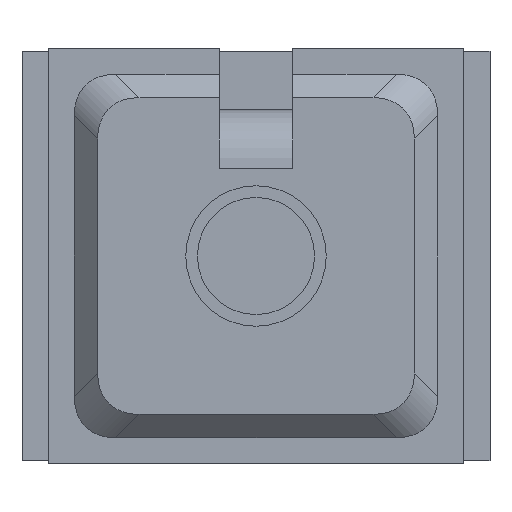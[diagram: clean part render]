
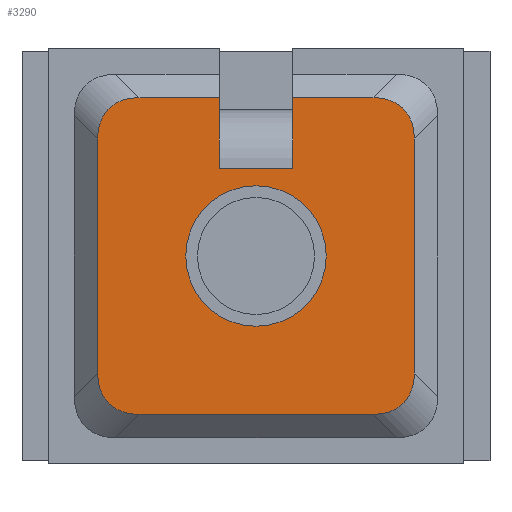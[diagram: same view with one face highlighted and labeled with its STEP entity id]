
A CAD part, front view. The second image highlights one B-rep face of the part: STEP entity #3290.
In plain terms, the highlighted planar face has unit normal (0, -1, 0).
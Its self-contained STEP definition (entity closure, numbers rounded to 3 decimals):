
#50 = DIRECTION ( 'NONE',  ( 0., 1., 0. ) ) ;
#74 = EDGE_CURVE ( 'NONE', #3131, #2702, #1736, .T. ) ;
#91 = CARTESIAN_POINT ( 'NONE',  ( 0., -1.8, 0. ) ) ;
#94 = CIRCLE ( 'NONE', #581, 2.4 ) ;
#110 = CARTESIAN_POINT ( 'NONE',  ( -4.897, -1.8, 5.414 ) ) ;
#169 = CARTESIAN_POINT ( 'NONE',  ( 1.25, -1.8, 5.414 ) ) ;
#174 = DIRECTION ( 'NONE',  ( 0., -1., 0. ) ) ;
#185 = DIRECTION ( 'NONE',  ( -1., 0., 0. ) ) ;
#253 = VERTEX_POINT ( 'NONE', #3625 ) ;
#267 = CARTESIAN_POINT ( 'NONE',  ( 5.414, -1.8, -4. ) ) ;
#270 = EDGE_CURVE ( 'NONE', #3124, #2547, #1471, .T. ) ;
#293 = CARTESIAN_POINT ( 'NONE',  ( -5.414, -1.8, -4. ) ) ;
#309 = CARTESIAN_POINT ( 'NONE',  ( 0., -1.8, 3. ) ) ;
#346 = VERTEX_POINT ( 'NONE', #2084 ) ;
#378 = DIRECTION ( 'NONE',  ( 0., 0., -1. ) ) ;
#379 = EDGE_CURVE ( 'NONE', #1096, #1540, #2007, .T. ) ;
#467 = EDGE_CURVE ( 'NONE', #2547, #3461, #2040, .T. ) ;
#481 = CARTESIAN_POINT ( 'NONE',  ( -5., -1.8, -5.414 ) ) ;
#505 = DIRECTION ( 'NONE',  ( 0., 0., -1. ) ) ;
#508 = ORIENTED_EDGE ( 'NONE', *, *, #3246, .T. ) ;
#581 = AXIS2_PLACEMENT_3D ( 'NONE', #91, #2078, #378 ) ;
#591 = VERTEX_POINT ( 'NONE', #688 ) ;
#608 = DIRECTION ( 'NONE',  ( 1., 0., 0. ) ) ;
#649 = ORIENTED_EDGE ( 'NONE', *, *, #3013, .T. ) ;
#652 = LINE ( 'NONE', #3510, #2843 ) ;
#653 = CARTESIAN_POINT ( 'NONE',  ( 4., -1.8, -5.414 ) ) ;
#679 = AXIS2_PLACEMENT_3D ( 'NONE', #1023, #174, #2162 ) ;
#688 = CARTESIAN_POINT ( 'NONE',  ( 0., -1.8, 2.4 ) ) ;
#718 = EDGE_CURVE ( 'NONE', #3095, #3131, #2080, .T. ) ;
#775 = DIRECTION ( 'NONE',  ( -1., 0., 0. ) ) ;
#782 = ORIENTED_EDGE ( 'NONE', *, *, #379, .T. ) ;
#811 = EDGE_CURVE ( 'NONE', #1093, #3124, #2785, .T. ) ;
#874 = CARTESIAN_POINT ( 'NONE',  ( 5.414, -1.8, 4.897 ) ) ;
#981 = FACE_OUTER_BOUND ( 'NONE', #2576, .T. ) ;
#1023 = CARTESIAN_POINT ( 'NONE',  ( 0., -1.8, 0. ) ) ;
#1034 = ORIENTED_EDGE ( 'NONE', *, *, #467, .T. ) ;
#1052 = ORIENTED_EDGE ( 'NONE', *, *, #718, .T. ) ;
#1093 = VERTEX_POINT ( 'NONE', #1227 ) ;
#1096 = VERTEX_POINT ( 'NONE', #3194 ) ;
#1139 = CARTESIAN_POINT ( 'NONE',  ( -4., -1.8, 5.414 ) ) ;
#1176 = EDGE_CURVE ( 'NONE', #2702, #1093, #652, .T. ) ;
#1190 = CARTESIAN_POINT ( 'NONE',  ( 4.897, -1.8, 5.414 ) ) ;
#1211 = VECTOR ( 'NONE', #2298, 1000. ) ;
#1227 = CARTESIAN_POINT ( 'NONE',  ( 5.414, -1.8, 4. ) ) ;
#1287 = CARTESIAN_POINT ( 'NONE',  ( -5.414, -1.8, -4.897 ) ) ;
#1293 = VECTOR ( 'NONE', #505, 1000. ) ;
#1307 = ORIENTED_EDGE ( 'NONE', *, *, #270, .T. ) ;
#1332 = VERTEX_POINT ( 'NONE', #3288 ) ;
#1471 = LINE ( 'NONE', #3330, #2879 ) ;
#1496 = ORIENTED_EDGE ( 'NONE', *, *, #2375, .T. ) ;
#1517 = ORIENTED_EDGE ( 'NONE', *, *, #2923, .T. ) ;
#1540 = VERTEX_POINT ( 'NONE', #2548 ) ;
#1580 = CARTESIAN_POINT ( 'NONE',  ( -4.897, -1.8, -5.414 ) ) ;
#1603 = PLANE ( 'NONE',  #679 ) ;
#1618 = VECTOR ( 'NONE', #2828, 1000. ) ;
#1672 = CARTESIAN_POINT ( 'NONE',  ( 5.414, -1.8, -4. ) ) ;
#1736 =( BOUNDED_CURVE ( )  B_SPLINE_CURVE ( 3, ( #2264, #2836, #1986, #267 ),
 .UNSPECIFIED., .F., .T. ) 
 B_SPLINE_CURVE_WITH_KNOTS ( ( 4, 4 ),
 ( 5.76, 6.807 ),
 .UNSPECIFIED. ) 
 CURVE ( )  GEOMETRIC_REPRESENTATION_ITEM ( )  RATIONAL_B_SPLINE_CURVE ( ( 1., 0.911, 0.911, 1. ) ) 
 REPRESENTATION_ITEM ( '' )  );
#1765 = CARTESIAN_POINT ( 'NONE',  ( 0., -1.8, 0. ) ) ;
#1784 = CARTESIAN_POINT ( 'NONE',  ( 4., -1.8, 5.414 ) ) ;
#1798 = EDGE_CURVE ( 'NONE', #253, #1332, #2988, .T. ) ;
#1834 = VECTOR ( 'NONE', #185, 1000. ) ;
#1963 = ORIENTED_EDGE ( 'NONE', *, *, #1798, .T. ) ;
#1986 = CARTESIAN_POINT ( 'NONE',  ( 5.414, -1.8, -4.897 ) ) ;
#2007 =( BOUNDED_CURVE ( )  B_SPLINE_CURVE ( 3, ( #1139, #110, #3376, #3512 ),
 .UNSPECIFIED., .F., .T. ) 
 B_SPLINE_CURVE_WITH_KNOTS ( ( 4, 4 ),
 ( 2.618, 3.665 ),
 .UNSPECIFIED. ) 
 CURVE ( )  GEOMETRIC_REPRESENTATION_ITEM ( )  RATIONAL_B_SPLINE_CURVE ( ( 1., 0.911, 0.911, 1. ) ) 
 REPRESENTATION_ITEM ( '' )  );
#2037 = DIRECTION ( 'NONE',  ( 0., 0., -1. ) ) ;
#2040 = LINE ( 'NONE', #2085, #1293 ) ;
#2078 = DIRECTION ( 'NONE',  ( 0., 1., 0. ) ) ;
#2080 = LINE ( 'NONE', #481, #2756 ) ;
#2084 = CARTESIAN_POINT ( 'NONE',  ( 0., -1.8, -2.4 ) ) ;
#2085 = CARTESIAN_POINT ( 'NONE',  ( 1.25, -1.8, 0. ) ) ;
#2093 = CARTESIAN_POINT ( 'NONE',  ( -1.25, -1.8, 0. ) ) ;
#2162 = DIRECTION ( 'NONE',  ( 0., 0., -1. ) ) ;
#2264 = CARTESIAN_POINT ( 'NONE',  ( 4., -1.8, -5.414 ) ) ;
#2298 = DIRECTION ( 'NONE',  ( -1., 0., 0. ) ) ;
#2323 = CIRCLE ( 'NONE', #3356, 2.4 ) ;
#2375 = EDGE_CURVE ( 'NONE', #346, #591, #94, .T. ) ;
#2382 = DIRECTION ( 'NONE',  ( 0., 0., 1. ) ) ;
#2383 = DIRECTION ( 'NONE',  ( 0., 0., 1. ) ) ;
#2397 = LINE ( 'NONE', #2445, #1834 ) ;
#2445 = CARTESIAN_POINT ( 'NONE',  ( -5., -1.8, 5.414 ) ) ;
#2535 = CARTESIAN_POINT ( 'NONE',  ( -5.414, -1.8, 5. ) ) ;
#2547 = VERTEX_POINT ( 'NONE', #169 ) ;
#2548 = CARTESIAN_POINT ( 'NONE',  ( -5.414, -1.8, 4. ) ) ;
#2576 = EDGE_LOOP ( 'NONE', ( #649, #1963, #3157, #782, #2609, #508, #1052, #3388, #3036, #2727, #1307, #1034 ) ) ;
#2609 = ORIENTED_EDGE ( 'NONE', *, *, #3495, .T. ) ;
#2623 = LINE ( 'NONE', #309, #1211 ) ;
#2702 = VERTEX_POINT ( 'NONE', #1672 ) ;
#2727 = ORIENTED_EDGE ( 'NONE', *, *, #811, .T. ) ;
#2756 = VECTOR ( 'NONE', #608, 1000. ) ;
#2785 =( BOUNDED_CURVE ( )  B_SPLINE_CURVE ( 3, ( #2875, #874, #1190, #3167 ),
 .UNSPECIFIED., .F., .T. ) 
 B_SPLINE_CURVE_WITH_KNOTS ( ( 4, 4 ),
 ( 5.76, 6.807 ),
 .UNSPECIFIED. ) 
 CURVE ( )  GEOMETRIC_REPRESENTATION_ITEM ( )  RATIONAL_B_SPLINE_CURVE ( ( 1., 0.911, 0.911, 1. ) ) 
 REPRESENTATION_ITEM ( '' )  );
#2809 = CARTESIAN_POINT ( 'NONE',  ( 1.25, -1.8, 3. ) ) ;
#2828 = DIRECTION ( 'NONE',  ( 0., 0., -1. ) ) ;
#2836 = CARTESIAN_POINT ( 'NONE',  ( 4.897, -1.8, -5.414 ) ) ;
#2843 = VECTOR ( 'NONE', #2383, 1000. ) ;
#2875 = CARTESIAN_POINT ( 'NONE',  ( 5.414, -1.8, 4. ) ) ;
#2879 = VECTOR ( 'NONE', #775, 1000. ) ;
#2894 = CARTESIAN_POINT ( 'NONE',  ( -4., -1.8, -5.414 ) ) ;
#2900 = VECTOR ( 'NONE', #2382, 1000. ) ;
#2923 = EDGE_CURVE ( 'NONE', #591, #346, #2323, .T. ) ;
#2988 = LINE ( 'NONE', #2093, #2900 ) ;
#3013 = EDGE_CURVE ( 'NONE', #3461, #253, #2623, .T. ) ;
#3036 = ORIENTED_EDGE ( 'NONE', *, *, #1176, .T. ) ;
#3095 = VERTEX_POINT ( 'NONE', #2894 ) ;
#3111 = LINE ( 'NONE', #2535, #1618 ) ;
#3124 = VERTEX_POINT ( 'NONE', #1784 ) ;
#3131 = VERTEX_POINT ( 'NONE', #653 ) ;
#3134 =( BOUNDED_CURVE ( )  B_SPLINE_CURVE ( 3, ( #3254, #1287, #1580, #3542 ),
 .UNSPECIFIED., .F., .F. ) 
 B_SPLINE_CURVE_WITH_KNOTS ( ( 4, 4 ),
 ( 2.618, 3.665 ),
 .UNSPECIFIED. ) 
 CURVE ( )  GEOMETRIC_REPRESENTATION_ITEM ( )  RATIONAL_B_SPLINE_CURVE ( ( 1., 0.911, 0.911, 1. ) ) 
 REPRESENTATION_ITEM ( '' )  );
#3157 = ORIENTED_EDGE ( 'NONE', *, *, #3298, .T. ) ;
#3167 = CARTESIAN_POINT ( 'NONE',  ( 4., -1.8, 5.414 ) ) ;
#3194 = CARTESIAN_POINT ( 'NONE',  ( -4., -1.8, 5.414 ) ) ;
#3246 = EDGE_CURVE ( 'NONE', #3587, #3095, #3134, .T. ) ;
#3254 = CARTESIAN_POINT ( 'NONE',  ( -5.414, -1.8, -4. ) ) ;
#3288 = CARTESIAN_POINT ( 'NONE',  ( -1.25, -1.8, 5.414 ) ) ;
#3290 = ADVANCED_FACE ( 'NONE', ( #981, #3325 ), #1603, .T. ) ;
#3298 = EDGE_CURVE ( 'NONE', #1332, #1096, #2397, .T. ) ;
#3325 = FACE_BOUND ( 'NONE', #3557, .T. ) ;
#3330 = CARTESIAN_POINT ( 'NONE',  ( -5., -1.8, 5.414 ) ) ;
#3356 = AXIS2_PLACEMENT_3D ( 'NONE', #1765, #50, #2037 ) ;
#3376 = CARTESIAN_POINT ( 'NONE',  ( -5.414, -1.8, 4.897 ) ) ;
#3388 = ORIENTED_EDGE ( 'NONE', *, *, #74, .T. ) ;
#3461 = VERTEX_POINT ( 'NONE', #2809 ) ;
#3495 = EDGE_CURVE ( 'NONE', #1540, #3587, #3111, .T. ) ;
#3510 = CARTESIAN_POINT ( 'NONE',  ( 5.414, -1.8, 5. ) ) ;
#3512 = CARTESIAN_POINT ( 'NONE',  ( -5.414, -1.8, 4. ) ) ;
#3542 = CARTESIAN_POINT ( 'NONE',  ( -4., -1.8, -5.414 ) ) ;
#3557 = EDGE_LOOP ( 'NONE', ( #1496, #1517 ) ) ;
#3587 = VERTEX_POINT ( 'NONE', #293 ) ;
#3625 = CARTESIAN_POINT ( 'NONE',  ( -1.25, -1.8, 3. ) ) ;
